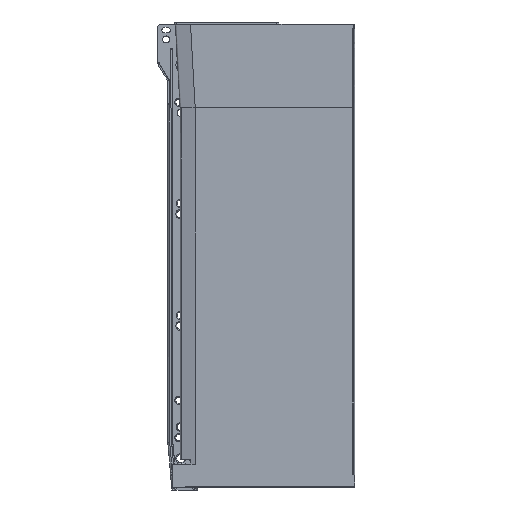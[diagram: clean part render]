
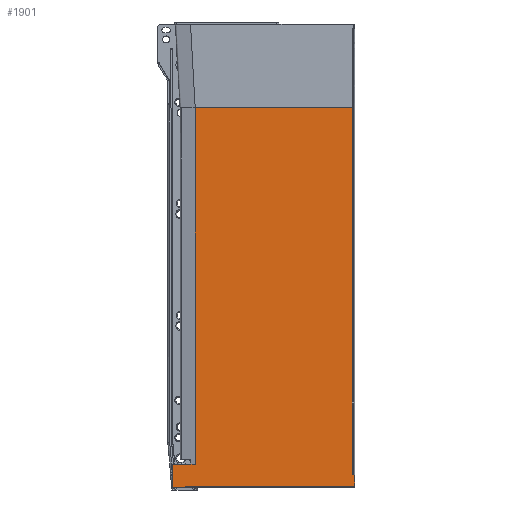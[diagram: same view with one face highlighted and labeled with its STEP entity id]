
A CAD part, left-side view. The second image highlights one B-rep face of the part: STEP entity #1901.
In plain terms, the highlighted planar face has unit normal (-1, 0, 0).
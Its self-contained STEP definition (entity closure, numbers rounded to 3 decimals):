
#39 = VERTEX_POINT ( 'NONE', #6635 ) ;
#95 = AXIS2_PLACEMENT_3D ( 'NONE', #4420, #1884, #5933 ) ;
#183 = ORIENTED_EDGE ( 'NONE', *, *, #4142, .F. ) ;
#327 = FACE_OUTER_BOUND ( 'NONE', #9612, .T. ) ;
#693 = CARTESIAN_POINT ( 'NONE',  ( -14.887, 143.5, -396.9 ) ) ;
#750 = VECTOR ( 'NONE', #9987, 1000. ) ;
#753 = DIRECTION ( 'NONE',  ( 0., 0., -1. ) ) ;
#764 = VERTEX_POINT ( 'NONE', #7515 ) ;
#778 = CARTESIAN_POINT ( 'NONE',  ( -14.887, 154.645, -398. ) ) ;
#1218 = PLANE ( 'NONE',  #95 ) ;
#1350 = EDGE_CURVE ( 'NONE', #6272, #7472, #5150, .T. ) ;
#1417 = VECTOR ( 'NONE', #3257, 1000. ) ;
#1431 = LINE ( 'NONE', #4636, #3675 ) ;
#1572 = CARTESIAN_POINT ( 'NONE',  ( -14.887, 154.645, -378. ) ) ;
#1682 = LINE ( 'NONE', #4887, #9448 ) ;
#1884 = DIRECTION ( 'NONE',  ( -1., 0., 0. ) ) ;
#1898 = LINE ( 'NONE', #7941, #3412 ) ;
#1901 = ADVANCED_FACE ( 'NONE', ( #327 ), #1218, .T. ) ;
#1937 = CARTESIAN_POINT ( 'NONE',  ( -14.887, -2.091, -396.9 ) ) ;
#2043 = ORIENTED_EDGE ( 'NONE', *, *, #1350, .T. ) ;
#2099 = EDGE_CURVE ( 'NONE', #2455, #7238, #3885, .T. ) ;
#2311 = VECTOR ( 'NONE', #753, 1000. ) ;
#2442 = LINE ( 'NONE', #2494, #6887 ) ;
#2455 = VERTEX_POINT ( 'NONE', #8588 ) ;
#2494 = CARTESIAN_POINT ( 'NONE',  ( -14.887, 143.5, -398. ) ) ;
#2503 = CARTESIAN_POINT ( 'NONE',  ( -14.887, 134.9, -378. ) ) ;
#2524 = VECTOR ( 'NONE', #9237, 1000. ) ;
#2560 = EDGE_CURVE ( 'NONE', #8292, #3322, #2442, .T. ) ;
#2589 = ORIENTED_EDGE ( 'NONE', *, *, #2560, .F. ) ;
#2842 = CARTESIAN_POINT ( 'NONE',  ( -14.887, -0.837, -398. ) ) ;
#2848 = DIRECTION ( 'NONE',  ( 0., 1., 0. ) ) ;
#3228 = EDGE_CURVE ( 'NONE', #4516, #764, #1898, .T. ) ;
#3257 = DIRECTION ( 'NONE',  ( 0., -1., 0. ) ) ;
#3322 = VERTEX_POINT ( 'NONE', #7669 ) ;
#3412 = VECTOR ( 'NONE', #9877, 1000. ) ;
#3675 = VECTOR ( 'NONE', #2848, 1000. ) ;
#3885 = LINE ( 'NONE', #1572, #6130 ) ;
#3985 = DIRECTION ( 'NONE',  ( 0., 0., -1. ) ) ;
#4142 = EDGE_CURVE ( 'NONE', #39, #5133, #7341, .T. ) ;
#4298 = CARTESIAN_POINT ( 'NONE',  ( -14.887, -0.837, -387. ) ) ;
#4420 = CARTESIAN_POINT ( 'NONE',  ( -14.887, -0.837, -398. ) ) ;
#4516 = VERTEX_POINT ( 'NONE', #2503 ) ;
#4636 = CARTESIAN_POINT ( 'NONE',  ( -14.887, -2.091, -396.9 ) ) ;
#4863 = EDGE_CURVE ( 'NONE', #7238, #3322, #7766, .T. ) ;
#4887 = CARTESIAN_POINT ( 'NONE',  ( -14.887, -378., -387. ) ) ;
#5093 = ORIENTED_EDGE ( 'NONE', *, *, #4863, .T. ) ;
#5133 = VERTEX_POINT ( 'NONE', #1937 ) ;
#5150 = LINE ( 'NONE', #2842, #2524 ) ;
#5370 = CARTESIAN_POINT ( 'NONE',  ( -14.887, -0.837, -72. ) ) ;
#5665 = CARTESIAN_POINT ( 'NONE',  ( -14.887, 134.9, -378. ) ) ;
#5699 = CARTESIAN_POINT ( 'NONE',  ( -14.887, -0.837, -72. ) ) ;
#5744 = ORIENTED_EDGE ( 'NONE', *, *, #3228, .F. ) ;
#5748 = DIRECTION ( 'NONE',  ( 0., 0., -1. ) ) ;
#5804 = EDGE_CURVE ( 'NONE', #5133, #8292, #1431, .T. ) ;
#5933 = DIRECTION ( 'NONE',  ( 0., 0., -1. ) ) ;
#6130 = VECTOR ( 'NONE', #3985, 1000. ) ;
#6213 = ORIENTED_EDGE ( 'NONE', *, *, #10185, .T. ) ;
#6272 = VERTEX_POINT ( 'NONE', #4298 ) ;
#6635 = CARTESIAN_POINT ( 'NONE',  ( -14.887, -2.091, -387. ) ) ;
#6760 = ORIENTED_EDGE ( 'NONE', *, *, #10135, .F. ) ;
#6887 = VECTOR ( 'NONE', #5748, 1000. ) ;
#7161 = VECTOR ( 'NONE', #8406, 1000. ) ;
#7238 = VERTEX_POINT ( 'NONE', #778 ) ;
#7341 = LINE ( 'NONE', #9756, #2311 ) ;
#7472 = VERTEX_POINT ( 'NONE', #5699 ) ;
#7515 = CARTESIAN_POINT ( 'NONE',  ( -14.887, 134.9, -72. ) ) ;
#7669 = CARTESIAN_POINT ( 'NONE',  ( -14.887, 143.5, -398. ) ) ;
#7766 = LINE ( 'NONE', #8553, #7161 ) ;
#7868 = DIRECTION ( 'NONE',  ( 0., 1., 0. ) ) ;
#7941 = CARTESIAN_POINT ( 'NONE',  ( -14.887, 134.9, -398. ) ) ;
#8016 = ORIENTED_EDGE ( 'NONE', *, *, #10000, .T. ) ;
#8292 = VERTEX_POINT ( 'NONE', #693 ) ;
#8406 = DIRECTION ( 'NONE',  ( 0., -1., 0. ) ) ;
#8553 = CARTESIAN_POINT ( 'NONE',  ( -14.887, 134.9, -398. ) ) ;
#8588 = CARTESIAN_POINT ( 'NONE',  ( -14.887, 154.645, -378. ) ) ;
#8656 = LINE ( 'NONE', #5665, #1417 ) ;
#9237 = DIRECTION ( 'NONE',  ( 0., 0., 1. ) ) ;
#9248 = ORIENTED_EDGE ( 'NONE', *, *, #5804, .F. ) ;
#9448 = VECTOR ( 'NONE', #7868, 1000. ) ;
#9612 = EDGE_LOOP ( 'NONE', ( #9248, #183, #6213, #2043, #8016, #5744, #6760, #9729, #5093, #2589 ) ) ;
#9729 = ORIENTED_EDGE ( 'NONE', *, *, #2099, .T. ) ;
#9756 = CARTESIAN_POINT ( 'NONE',  ( -14.887, -2.091, -398. ) ) ;
#9877 = DIRECTION ( 'NONE',  ( 0., 0., 1. ) ) ;
#9987 = DIRECTION ( 'NONE',  ( 0., 1., 0. ) ) ;
#10000 = EDGE_CURVE ( 'NONE', #7472, #764, #10196, .T. ) ;
#10135 = EDGE_CURVE ( 'NONE', #2455, #4516, #8656, .T. ) ;
#10185 = EDGE_CURVE ( 'NONE', #39, #6272, #1682, .T. ) ;
#10196 = LINE ( 'NONE', #5370, #750 ) ;
